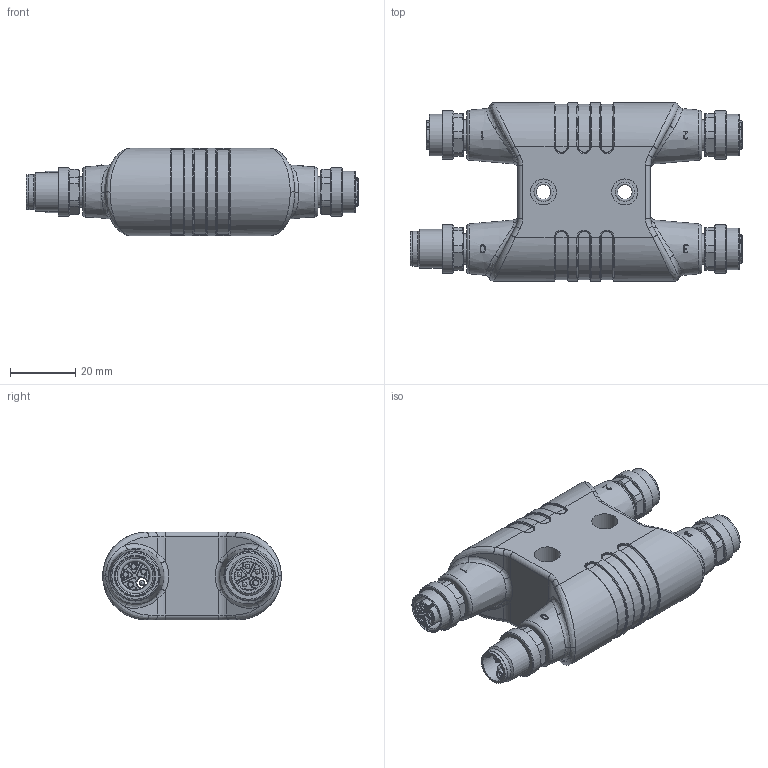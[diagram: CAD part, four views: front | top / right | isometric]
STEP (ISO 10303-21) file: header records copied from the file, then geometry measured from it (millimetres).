
FILE_DESCRIPTION(/* description */ (''),/* implementation_level */ '2;1');
FILE_NAME(/* name */ 'PK-4HM12-S5-3K5.stp',/* time_stamp */ '2018-09-13T12:44:38+02:00',/* author */ (''),/* organization */ (''),/* preprocessor_version */ 'ST-DEVELOPER v16',/* originating_system */ 'SIEMENS PLM Software NX 10.0',/* authorisation */ '');
FILE_SCHEMA (('AUTOMOTIVE_DESIGN { 1 0 10303 214 3 1 1 1 }'));
Length unit declared in the file: millimetre
Products named in the file (1): PK-4HM12-S5-3K5
Bounding box: 102.1 x 54.95 x 26.95 mm (x, y, z)
Volume: 73635.1 mm3; surface area: 17958.6 mm2
Topology: 1 solids, 1 shells, 1009 faces, 2495 edges, 1519 vertices
Faces by surface type: plane 333, cylinder 228, bspline 131, torus 118, extrusion 99, cone 61, sphere 39
Full cylindrical faces by diameter (mm): 1.5 x7, 1.6 x13, 4.5 x2, 8 x4, 8.75 x3, 8.9 x1, 9.4 x4, 10.5 x1, 10.8 x1, 10.95 x3, 12 x1, 12.3 x3, 12.8 x3, 15 x4
Entity records: 36249 total; most frequent: CARTESIAN_POINT 14488, ORIENTED_EDGE 4582, DIRECTION 4095, EDGE_CURVE 2291, AXIS2_PLACEMENT_3D 1535, VERTEX_POINT 1455, EDGE_LOOP 1184, VECTOR 1025
